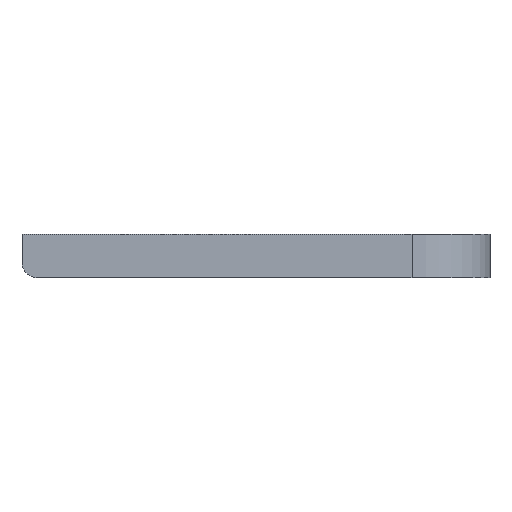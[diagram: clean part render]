
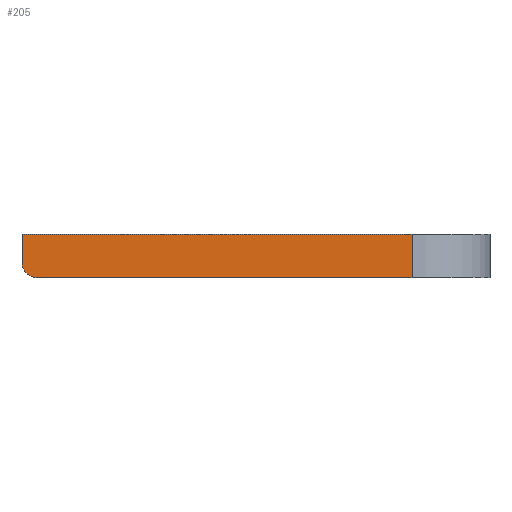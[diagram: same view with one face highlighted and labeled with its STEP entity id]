
A CAD part, front view. The second image highlights one B-rep face of the part: STEP entity #205.
In plain terms, the highlighted planar face has unit normal (0, -1, 0).
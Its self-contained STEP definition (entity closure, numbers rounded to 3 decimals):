
#15 = LINE ( 'NONE', #44, #459 ) ;
#44 = CARTESIAN_POINT ( 'NONE',  ( 0., -50., 0. ) ) ;
#45 = VECTOR ( 'NONE', #251, 1000. ) ;
#91 = EDGE_LOOP ( 'NONE', ( #1131, #428, #1617, #1065, #96 ) ) ;
#96 = ORIENTED_EDGE ( 'NONE', *, *, #1294, .F. ) ;
#101 = DIRECTION ( 'NONE',  ( 0., 0., 1. ) ) ;
#105 = EDGE_CURVE ( 'NONE', #843, #1204, #15, .T. ) ;
#119 = CARTESIAN_POINT ( 'NONE',  ( 5., -50., 0. ) ) ;
#193 = DIRECTION ( 'NONE',  ( 0., -1., 0. ) ) ;
#205 = ADVANCED_FACE ( 'NONE', ( #401 ), #1609, .T. ) ;
#234 = VERTEX_POINT ( 'NONE', #1070 ) ;
#251 = DIRECTION ( 'NONE',  ( 1., 0., 0. ) ) ;
#315 = DIRECTION ( 'NONE',  ( 0., 0., -1. ) ) ;
#342 = CARTESIAN_POINT ( 'NONE',  ( 125., -50., 0. ) ) ;
#401 = FACE_OUTER_BOUND ( 'NONE', #91, .T. ) ;
#405 = VECTOR ( 'NONE', #527, 1000. ) ;
#408 = CIRCLE ( 'NONE', #1111, 5. ) ;
#428 = ORIENTED_EDGE ( 'NONE', *, *, #1147, .T. ) ;
#457 = DIRECTION ( 'NONE',  ( 0., 0., -1. ) ) ;
#459 = VECTOR ( 'NONE', #1494, 1000. ) ;
#519 = CARTESIAN_POINT ( 'NONE',  ( 0., -50., 14. ) ) ;
#527 = DIRECTION ( 'NONE',  ( 0., 0., 1. ) ) ;
#568 = VERTEX_POINT ( 'NONE', #519 ) ;
#579 = DIRECTION ( 'NONE',  ( 0., -1., 0. ) ) ;
#601 = CARTESIAN_POINT ( 'NONE',  ( 125., -50., 14. ) ) ;
#624 = CARTESIAN_POINT ( 'NONE',  ( 0., -50., 14. ) ) ;
#737 = CARTESIAN_POINT ( 'NONE',  ( 125., -50., 0. ) ) ;
#836 = CARTESIAN_POINT ( 'NONE',  ( 0., -50., 0. ) ) ;
#843 = VERTEX_POINT ( 'NONE', #119 ) ;
#860 = CARTESIAN_POINT ( 'NONE',  ( 0., -50., 0. ) ) ;
#928 = EDGE_CURVE ( 'NONE', #234, #568, #1465, .T. ) ;
#1026 = LINE ( 'NONE', #342, #1604 ) ;
#1031 = LINE ( 'NONE', #624, #45 ) ;
#1065 = ORIENTED_EDGE ( 'NONE', *, *, #1338, .T. ) ;
#1070 = CARTESIAN_POINT ( 'NONE',  ( 0., -50., 5. ) ) ;
#1111 = AXIS2_PLACEMENT_3D ( 'NONE', #1601, #193, #315 ) ;
#1131 = ORIENTED_EDGE ( 'NONE', *, *, #928, .F. ) ;
#1135 = VERTEX_POINT ( 'NONE', #601 ) ;
#1147 = EDGE_CURVE ( 'NONE', #234, #843, #408, .T. ) ;
#1204 = VERTEX_POINT ( 'NONE', #737 ) ;
#1294 = EDGE_CURVE ( 'NONE', #568, #1135, #1031, .T. ) ;
#1338 = EDGE_CURVE ( 'NONE', #1204, #1135, #1026, .T. ) ;
#1465 = LINE ( 'NONE', #860, #405 ) ;
#1494 = DIRECTION ( 'NONE',  ( 1., 0., 0. ) ) ;
#1589 = AXIS2_PLACEMENT_3D ( 'NONE', #836, #579, #457 ) ;
#1601 = CARTESIAN_POINT ( 'NONE',  ( 5., -50., 5. ) ) ;
#1604 = VECTOR ( 'NONE', #101, 1000. ) ;
#1609 = PLANE ( 'NONE',  #1589 ) ;
#1617 = ORIENTED_EDGE ( 'NONE', *, *, #105, .T. ) ;
